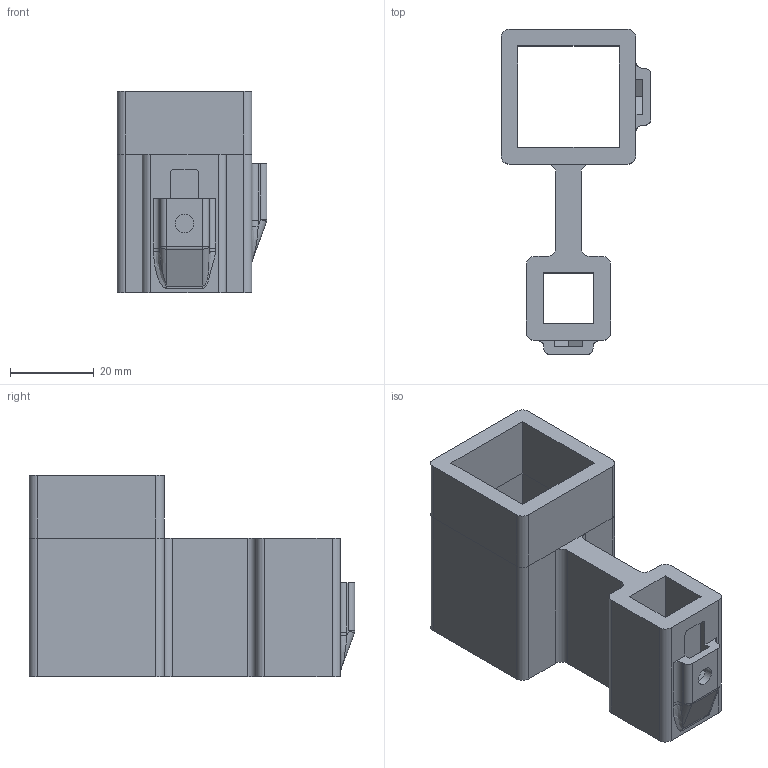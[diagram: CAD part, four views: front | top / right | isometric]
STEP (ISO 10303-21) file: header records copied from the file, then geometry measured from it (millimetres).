
FILE_DESCRIPTION(('FreeCAD Model'),'2;1');
FILE_NAME('Open CASCADE Shape Model','2024-07-08T17:40:15',(''),(''), 'Open CASCADE STEP processor 7.6','FreeCAD','Unknown');
FILE_SCHEMA(('AUTOMOTIVE_DESIGN { 1 0 10303 214 1 1 1 1 }'));
Length unit declared in the file: millimetre
Products named in the file (1): ServoNutBossFillet
Bounding box: 35.79 x 77.64 x 48 mm (x, y, z)
Volume: 35098.4 mm3; surface area: 18148.6 mm2
Topology: 1 solids, 1 shells, 111 faces, 298 edges, 186 vertices
Faces by surface type: plane 59, cylinder 44, bspline 4, sphere 4
Full cylindrical faces by diameter (mm): 4.369 x2, 5.004 x2
Entity records: 4562 total; most frequent: CARTESIAN_POINT 1766, ORIENTED_EDGE 588, DIRECTION 562, EDGE_CURVE 294, LINE 210, VECTOR 210, VERTEX_POINT 186, AXIS2_PLACEMENT_3D 176
